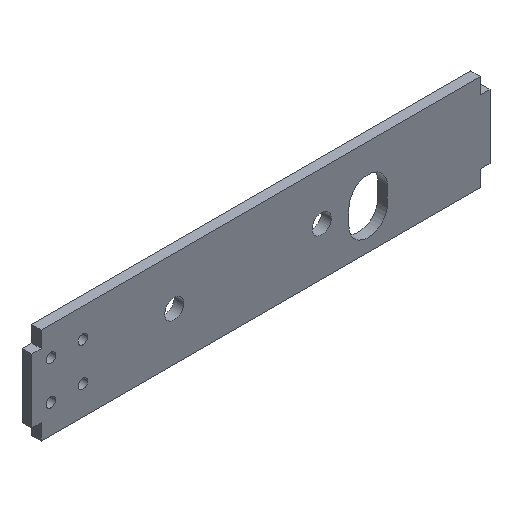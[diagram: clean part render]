
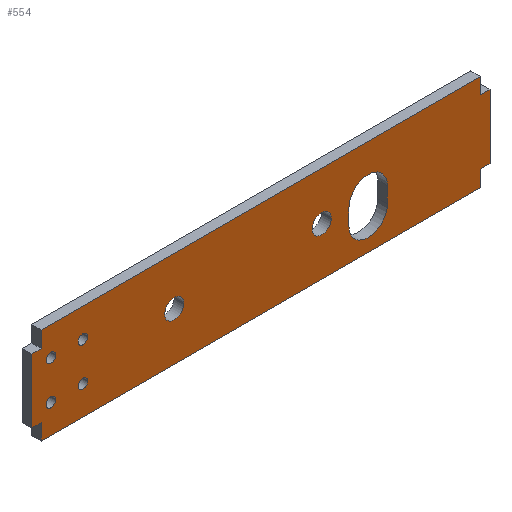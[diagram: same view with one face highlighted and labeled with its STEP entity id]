
A CAD part, isometric view. The second image highlights one B-rep face of the part: STEP entity #554.
In plain terms, the highlighted planar face has unit normal (0, -1, 0).
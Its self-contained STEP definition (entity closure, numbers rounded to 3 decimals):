
#1=DIRECTION('',(1.,0.,0.));
#2=VECTOR('',#1,3.);
#3=CARTESIAN_POINT('',(0.,0.,-10.));
#4=LINE('',#3,#2);
#5=DIRECTION('',(0.,0.,1.));
#6=VECTOR('',#5,20.);
#7=CARTESIAN_POINT('',(0.,0.,-10.));
#8=LINE('',#7,#6);
#9=DIRECTION('',(1.,0.,0.));
#10=VECTOR('',#9,3.);
#11=CARTESIAN_POINT('',(0.,0.,10.));
#12=LINE('',#11,#10);
#13=DIRECTION('',(0.,0.,-1.));
#14=VECTOR('',#13,5.);
#15=CARTESIAN_POINT('',(3.,0.,15.));
#16=LINE('',#15,#14);
#17=DIRECTION('',(1.,0.,0.));
#18=VECTOR('',#17,137.);
#19=CARTESIAN_POINT('',(3.,0.,15.));
#20=LINE('',#19,#18);
#21=DIRECTION('',(0.,0.,-1.));
#22=VECTOR('',#21,5.);
#23=CARTESIAN_POINT('',(140.,0.,15.));
#24=LINE('',#23,#22);
#25=DIRECTION('',(-1.,0.,0.));
#26=VECTOR('',#25,3.);
#27=CARTESIAN_POINT('',(143.,0.,10.));
#28=LINE('',#27,#26);
#29=DIRECTION('',(0.,0.,-1.));
#30=VECTOR('',#29,20.);
#31=CARTESIAN_POINT('',(143.,0.,10.));
#32=LINE('',#31,#30);
#33=DIRECTION('',(-1.,0.,0.));
#34=VECTOR('',#33,3.);
#35=CARTESIAN_POINT('',(143.,0.,-10.));
#36=LINE('',#35,#34);
#37=DIRECTION('',(0.,0.,1.));
#38=VECTOR('',#37,5.);
#39=CARTESIAN_POINT('',(140.,0.,-15.));
#40=LINE('',#39,#38);
#41=DIRECTION('',(-1.,0.,0.));
#42=VECTOR('',#41,137.);
#43=CARTESIAN_POINT('',(140.,0.,-15.));
#44=LINE('',#43,#42);
#45=DIRECTION('',(0.,0.,1.));
#46=VECTOR('',#45,5.);
#47=CARTESIAN_POINT('',(3.,0.,-15.));
#48=LINE('',#47,#46);
#49=CARTESIAN_POINT('',(44.5,0.,0.));
#50=DIRECTION('',(0.,1.,0.));
#51=DIRECTION('',(1.,0.,0.));
#52=AXIS2_PLACEMENT_3D('',#49,#50,#51);
#54=CARTESIAN_POINT('',(44.5,0.,0.));
#55=DIRECTION('',(0.,1.,0.));
#56=DIRECTION('',(-1.,0.,0.));
#57=AXIS2_PLACEMENT_3D('',#54,#55,#56);
#59=CARTESIAN_POINT('',(90.5,0.,0.));
#60=DIRECTION('',(0.,1.,0.));
#61=DIRECTION('',(1.,0.,0.));
#62=AXIS2_PLACEMENT_3D('',#59,#60,#61);
#64=CARTESIAN_POINT('',(90.5,0.,0.));
#65=DIRECTION('',(0.,1.,0.));
#66=DIRECTION('',(-1.,0.,0.));
#67=AXIS2_PLACEMENT_3D('',#64,#65,#66);
#69=CARTESIAN_POINT('',(6.,0.,-6.));
#70=DIRECTION('',(0.,1.,0.));
#71=DIRECTION('',(1.,0.,0.));
#72=AXIS2_PLACEMENT_3D('',#69,#70,#71);
#74=CARTESIAN_POINT('',(6.,0.,-6.));
#75=DIRECTION('',(0.,1.,0.));
#76=DIRECTION('',(-1.,0.,0.));
#77=AXIS2_PLACEMENT_3D('',#74,#75,#76);
#79=CARTESIAN_POINT('',(16.,0.,-6.));
#80=DIRECTION('',(0.,1.,0.));
#81=DIRECTION('',(1.,0.,0.));
#82=AXIS2_PLACEMENT_3D('',#79,#80,#81);
#84=CARTESIAN_POINT('',(16.,0.,-6.));
#85=DIRECTION('',(0.,1.,0.));
#86=DIRECTION('',(-1.,0.,0.));
#87=AXIS2_PLACEMENT_3D('',#84,#85,#86);
#89=CARTESIAN_POINT('',(6.,0.,6.));
#90=DIRECTION('',(0.,1.,0.));
#91=DIRECTION('',(1.,0.,0.));
#92=AXIS2_PLACEMENT_3D('',#89,#90,#91);
#94=CARTESIAN_POINT('',(6.,0.,6.));
#95=DIRECTION('',(0.,1.,0.));
#96=DIRECTION('',(-1.,0.,0.));
#97=AXIS2_PLACEMENT_3D('',#94,#95,#96);
#99=CARTESIAN_POINT('',(16.,0.,6.));
#100=DIRECTION('',(0.,1.,0.));
#101=DIRECTION('',(1.,0.,0.));
#102=AXIS2_PLACEMENT_3D('',#99,#100,#101);
#104=CARTESIAN_POINT('',(16.,0.,6.));
#105=DIRECTION('',(0.,1.,0.));
#106=DIRECTION('',(-1.,0.,0.));
#107=AXIS2_PLACEMENT_3D('',#104,#105,#106);
#109=CARTESIAN_POINT('',(105.,0.,0.));
#110=DIRECTION('',(0.,1.,0.));
#111=DIRECTION('',(-1.,0.,0.));
#112=AXIS2_PLACEMENT_3D('',#109,#110,#111);
#114=DIRECTION('',(0.,0.,1.));
#115=VECTOR('',#114,5.);
#116=CARTESIAN_POINT('',(99.,0.,-5.));
#117=LINE('',#116,#115);
#118=CARTESIAN_POINT('',(105.,0.,-5.));
#119=DIRECTION('',(0.,1.,0.));
#120=DIRECTION('',(1.,0.,0.));
#121=AXIS2_PLACEMENT_3D('',#118,#119,#120);
#123=DIRECTION('',(0.,0.,-1.));
#124=VECTOR('',#123,5.);
#125=CARTESIAN_POINT('',(111.,0.,0.));
#126=LINE('',#125,#124);
#365=CARTESIAN_POINT('',(0.,0.,-10.));
#366=CARTESIAN_POINT('',(3.,0.,-10.));
#367=VERTEX_POINT('',#365);
#368=VERTEX_POINT('',#366);
#369=CARTESIAN_POINT('',(3.,0.,-15.));
#370=VERTEX_POINT('',#369);
#371=CARTESIAN_POINT('',(3.,0.,15.));
#372=CARTESIAN_POINT('',(3.,0.,10.));
#373=VERTEX_POINT('',#371);
#374=VERTEX_POINT('',#372);
#375=CARTESIAN_POINT('',(0.,0.,10.));
#376=VERTEX_POINT('',#375);
#377=CARTESIAN_POINT('',(140.,0.,-15.));
#378=CARTESIAN_POINT('',(140.,0.,-10.));
#379=VERTEX_POINT('',#377);
#380=VERTEX_POINT('',#378);
#381=CARTESIAN_POINT('',(143.,0.,-10.));
#382=VERTEX_POINT('',#381);
#383=CARTESIAN_POINT('',(143.,0.,10.));
#384=CARTESIAN_POINT('',(140.,0.,10.));
#385=VERTEX_POINT('',#383);
#386=VERTEX_POINT('',#384);
#387=CARTESIAN_POINT('',(140.,0.,15.));
#388=VERTEX_POINT('',#387);
#413=CARTESIAN_POINT('',(47.5,0.,0.));
#414=CARTESIAN_POINT('',(41.5,0.,0.));
#415=VERTEX_POINT('',#413);
#416=VERTEX_POINT('',#414);
#421=CARTESIAN_POINT('',(93.5,0.,0.));
#422=CARTESIAN_POINT('',(87.5,0.,0.));
#423=VERTEX_POINT('',#421);
#424=VERTEX_POINT('',#422);
#429=CARTESIAN_POINT('',(7.5,0.,-6.));
#430=CARTESIAN_POINT('',(4.5,0.,-6.));
#431=VERTEX_POINT('',#429);
#432=VERTEX_POINT('',#430);
#433=CARTESIAN_POINT('',(17.5,0.,-6.));
#434=CARTESIAN_POINT('',(14.5,0.,-6.));
#435=VERTEX_POINT('',#433);
#436=VERTEX_POINT('',#434);
#437=CARTESIAN_POINT('',(7.5,0.,6.));
#438=CARTESIAN_POINT('',(4.5,0.,6.));
#439=VERTEX_POINT('',#437);
#440=VERTEX_POINT('',#438);
#441=CARTESIAN_POINT('',(17.5,0.,6.));
#442=CARTESIAN_POINT('',(14.5,0.,6.));
#443=VERTEX_POINT('',#441);
#444=VERTEX_POINT('',#442);
#461=CARTESIAN_POINT('',(99.,0.,0.));
#462=CARTESIAN_POINT('',(111.,0.,0.));
#463=VERTEX_POINT('',#461);
#464=VERTEX_POINT('',#462);
#465=CARTESIAN_POINT('',(111.,0.,-5.));
#466=VERTEX_POINT('',#465);
#467=CARTESIAN_POINT('',(99.,0.,-5.));
#468=VERTEX_POINT('',#467);
#477=CARTESIAN_POINT('',(0.,0.,0.));
#478=DIRECTION('',(0.,1.,0.));
#479=DIRECTION('',(1.,0.,0.));
#480=AXIS2_PLACEMENT_3D('',#477,#478,#479);
#481=PLANE('',#480);
#483=ORIENTED_EDGE('',*,*,#482,.F.);
#485=ORIENTED_EDGE('',*,*,#484,.T.);
#487=ORIENTED_EDGE('',*,*,#486,.T.);
#489=ORIENTED_EDGE('',*,*,#488,.F.);
#491=ORIENTED_EDGE('',*,*,#490,.T.);
#493=ORIENTED_EDGE('',*,*,#492,.T.);
#495=ORIENTED_EDGE('',*,*,#494,.F.);
#497=ORIENTED_EDGE('',*,*,#496,.T.);
#499=ORIENTED_EDGE('',*,*,#498,.T.);
#501=ORIENTED_EDGE('',*,*,#500,.F.);
#503=ORIENTED_EDGE('',*,*,#502,.T.);
#505=ORIENTED_EDGE('',*,*,#504,.T.);
#506=EDGE_LOOP('',(#483,#485,#487,#489,#491,#493,#495,#497,#499,#501,#503,
#505));
#507=FACE_OUTER_BOUND('',#506,.F.);
#509=ORIENTED_EDGE('',*,*,#508,.F.);
#511=ORIENTED_EDGE('',*,*,#510,.F.);
#512=EDGE_LOOP('',(#509,#511));
#513=FACE_BOUND('',#512,.F.);
#515=ORIENTED_EDGE('',*,*,#514,.F.);
#517=ORIENTED_EDGE('',*,*,#516,.F.);
#518=EDGE_LOOP('',(#515,#517));
#519=FACE_BOUND('',#518,.F.);
#521=ORIENTED_EDGE('',*,*,#520,.F.);
#523=ORIENTED_EDGE('',*,*,#522,.F.);
#524=EDGE_LOOP('',(#521,#523));
#525=FACE_BOUND('',#524,.F.);
#527=ORIENTED_EDGE('',*,*,#526,.F.);
#529=ORIENTED_EDGE('',*,*,#528,.F.);
#530=EDGE_LOOP('',(#527,#529));
#531=FACE_BOUND('',#530,.F.);
#533=ORIENTED_EDGE('',*,*,#532,.F.);
#535=ORIENTED_EDGE('',*,*,#534,.F.);
#536=EDGE_LOOP('',(#533,#535));
#537=FACE_BOUND('',#536,.F.);
#539=ORIENTED_EDGE('',*,*,#538,.F.);
#541=ORIENTED_EDGE('',*,*,#540,.F.);
#542=EDGE_LOOP('',(#539,#541));
#543=FACE_BOUND('',#542,.F.);
#545=ORIENTED_EDGE('',*,*,#544,.F.);
#547=ORIENTED_EDGE('',*,*,#546,.F.);
#549=ORIENTED_EDGE('',*,*,#548,.F.);
#551=ORIENTED_EDGE('',*,*,#550,.F.);
#552=EDGE_LOOP('',(#545,#547,#549,#551));
#553=FACE_BOUND('',#552,.F.);
#554=ADVANCED_FACE('',(#507,#513,#519,#525,#531,#537,#543,#553),#481,.F.);
#53=CIRCLE('',#52,3.);
#58=CIRCLE('',#57,3.);
#63=CIRCLE('',#62,3.);
#68=CIRCLE('',#67,3.);
#73=CIRCLE('',#72,1.5);
#78=CIRCLE('',#77,1.5);
#83=CIRCLE('',#82,1.5);
#88=CIRCLE('',#87,1.5);
#93=CIRCLE('',#92,1.5);
#98=CIRCLE('',#97,1.5);
#103=CIRCLE('',#102,1.5);
#108=CIRCLE('',#107,1.5);
#113=CIRCLE('',#112,6.);
#122=CIRCLE('',#121,6.);
#482=EDGE_CURVE('',#367,#368,#4,.T.);
#484=EDGE_CURVE('',#367,#376,#8,.T.);
#486=EDGE_CURVE('',#376,#374,#12,.T.);
#488=EDGE_CURVE('',#373,#374,#16,.T.);
#490=EDGE_CURVE('',#373,#388,#20,.T.);
#492=EDGE_CURVE('',#388,#386,#24,.T.);
#494=EDGE_CURVE('',#385,#386,#28,.T.);
#496=EDGE_CURVE('',#385,#382,#32,.T.);
#498=EDGE_CURVE('',#382,#380,#36,.T.);
#500=EDGE_CURVE('',#379,#380,#40,.T.);
#502=EDGE_CURVE('',#379,#370,#44,.T.);
#504=EDGE_CURVE('',#370,#368,#48,.T.);
#508=EDGE_CURVE('',#415,#416,#53,.T.);
#510=EDGE_CURVE('',#416,#415,#58,.T.);
#514=EDGE_CURVE('',#423,#424,#63,.T.);
#516=EDGE_CURVE('',#424,#423,#68,.T.);
#520=EDGE_CURVE('',#431,#432,#73,.T.);
#522=EDGE_CURVE('',#432,#431,#78,.T.);
#526=EDGE_CURVE('',#435,#436,#83,.T.);
#528=EDGE_CURVE('',#436,#435,#88,.T.);
#532=EDGE_CURVE('',#439,#440,#93,.T.);
#534=EDGE_CURVE('',#440,#439,#98,.T.);
#538=EDGE_CURVE('',#443,#444,#103,.T.);
#540=EDGE_CURVE('',#444,#443,#108,.T.);
#544=EDGE_CURVE('',#463,#464,#113,.T.);
#546=EDGE_CURVE('',#468,#463,#117,.T.);
#548=EDGE_CURVE('',#466,#468,#122,.T.);
#550=EDGE_CURVE('',#464,#466,#126,.T.);
